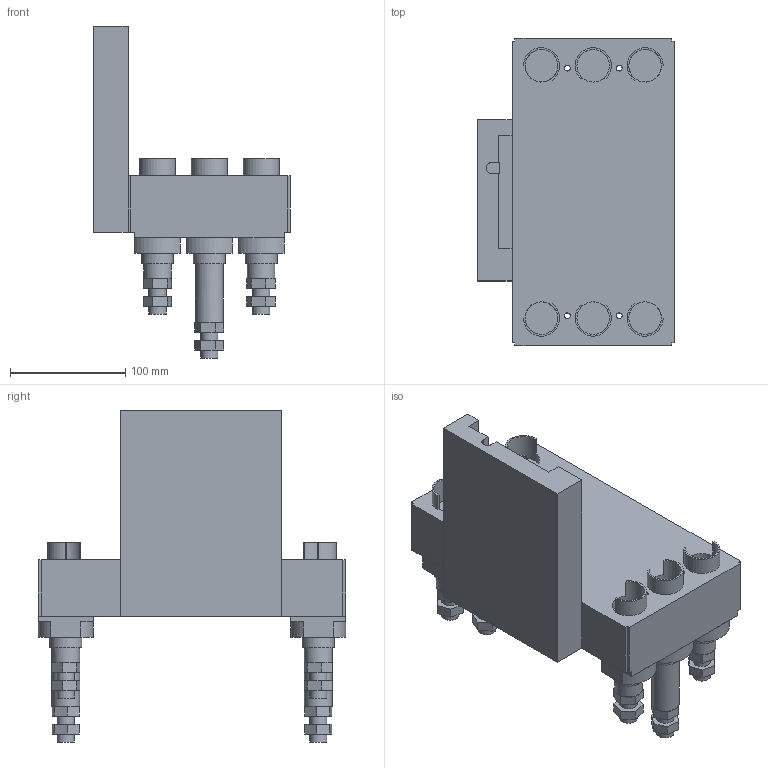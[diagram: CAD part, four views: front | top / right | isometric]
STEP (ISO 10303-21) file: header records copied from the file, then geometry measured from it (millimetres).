
FILE_DESCRIPTION (( 'STEP AP214' ), '1' );
FILE_NAME ('ﾏﾌ1ﾏ-37 錮碚籵.STEP', '2018-06-13T11:57:46', ( 'AutoBVT' ), ( 'Microsoft' ), 'SwSTEP 2.0', 'SolidWorks 2014', '' );
FILE_SCHEMA (( 'AUTOMOTIVE_DESIGN' ));
Length unit declared in the file: millimetre
Products named in the file (1): ﾏﾌ1ﾏ-37 錮碚籵
Bounding box: 171 x 267 x 288.3 mm (x, y, z)
Volume: 2883596.3 mm3; surface area: 238737.2 mm2
Topology: 1 solids, 1 shells, 316 faces, 754 edges, 472 vertices
Faces by surface type: plane 263, cylinder 53
Full cylindrical faces by diameter (mm): 5 x4, 15 x12, 24 x6, 27.8 x6, 28.3 x6
Entity records: 8782 total; most frequent: DIRECTION 1530, CARTESIAN_POINT 1485, ORIENTED_EDGE 1416, EDGE_CURVE 708, LINE 520, VECTOR 520, AXIS2_PLACEMENT_3D 505, VERTEX_POINT 460
